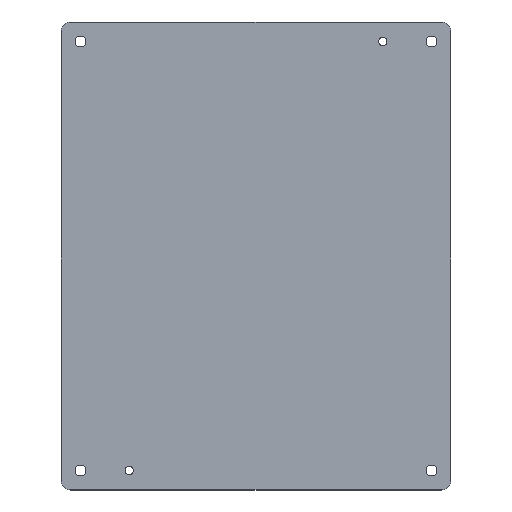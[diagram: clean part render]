
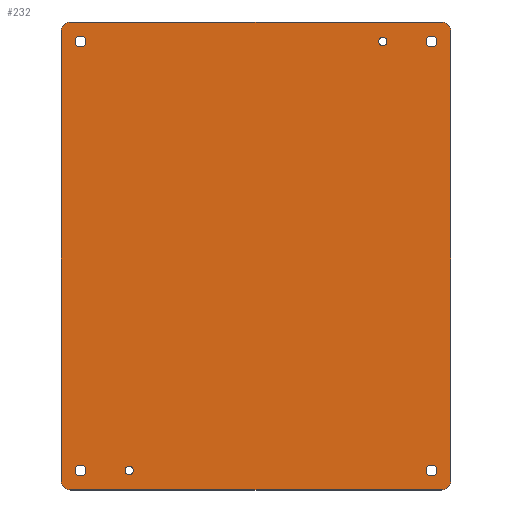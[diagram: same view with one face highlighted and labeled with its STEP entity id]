
A CAD part, top view. The second image highlights one B-rep face of the part: STEP entity #232.
In plain terms, the highlighted planar face has unit normal (0, 0, 1).
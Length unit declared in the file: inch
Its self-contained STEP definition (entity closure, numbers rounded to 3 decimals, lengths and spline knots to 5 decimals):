
#4 = CIRCLE ( 'NONE', #248, 0.25 ) ;
#13 = AXIS2_PLACEMENT_3D ( 'NONE', #200, #553, #283 ) ;
#17 = FACE_BOUND ( 'NONE', #284, .T. ) ;
#22 = VERTEX_POINT ( 'NONE', #332 ) ;
#23 = PLANE ( 'NONE',  #13 ) ;
#33 = AXIS2_PLACEMENT_3D ( 'NONE', #74, #434, #292 ) ;
#42 = AXIS2_PLACEMENT_3D ( 'NONE', #129, #538, #176 ) ;
#52 = FACE_BOUND ( 'NONE', #234, .T. ) ;
#54 = CARTESIAN_POINT ( 'NONE',  ( 5., 0., 0. ) ) ;
#55 = ORIENTED_EDGE ( 'NONE', *, *, #581, .F. ) ;
#56 = CARTESIAN_POINT ( 'NONE',  ( 0., 6., 0. ) ) ;
#62 = VERTEX_POINT ( 'NONE', #366 ) ;
#74 = CARTESIAN_POINT ( 'NONE',  ( 3.25, 5.5, 0. ) ) ;
#76 = DIRECTION ( 'NONE',  ( 1., 0., 0. ) ) ;
#79 = AXIS2_PLACEMENT_3D ( 'NONE', #163, #256, #204 ) ;
#81 = ORIENTED_EDGE ( 'NONE', *, *, #276, .F. ) ;
#82 = EDGE_CURVE ( 'NONE', #461, #205, #89, .T. ) ;
#85 = CARTESIAN_POINT ( 'NONE',  ( 4.5, 5.5, 0. ) ) ;
#89 = LINE ( 'NONE', #373, #369 ) ;
#99 = ORIENTED_EDGE ( 'NONE', *, *, #510, .T. ) ;
#102 = FACE_BOUND ( 'NONE', #111, .T. ) ;
#111 = EDGE_LOOP ( 'NONE', ( #414 ) ) ;
#116 = CARTESIAN_POINT ( 'NONE',  ( -3.25, -5.5, 0. ) ) ;
#121 = DIRECTION ( 'NONE',  ( 0., 0., -1. ) ) ;
#123 = CIRCLE ( 'NONE', #569, 0.1405 ) ;
#127 = CARTESIAN_POINT ( 'NONE',  ( 3.359, 5.5, 0. ) ) ;
#128 = ORIENTED_EDGE ( 'NONE', *, *, #195, .F. ) ;
#129 = CARTESIAN_POINT ( 'NONE',  ( 4.75, 5.75, 0. ) ) ;
#135 = VERTEX_POINT ( 'NONE', #386 ) ;
#137 = VERTEX_POINT ( 'NONE', #233 ) ;
#140 = VECTOR ( 'NONE', #289, 39.37008 ) ;
#144 = CARTESIAN_POINT ( 'NONE',  ( -4.75, 5.75, 0. ) ) ;
#146 = VERTEX_POINT ( 'NONE', #466 ) ;
#152 = CIRCLE ( 'NONE', #237, 0.1405 ) ;
#159 = CARTESIAN_POINT ( 'NONE',  ( -4.75, -5.75, 0. ) ) ;
#160 = EDGE_CURVE ( 'NONE', #309, #309, #257, .T. ) ;
#163 = CARTESIAN_POINT ( 'NONE',  ( 4.5, -5.5, 0. ) ) ;
#171 = EDGE_CURVE ( 'NONE', #137, #565, #327, .T. ) ;
#172 = CARTESIAN_POINT ( 'NONE',  ( -3.141, -5.5, 0. ) ) ;
#173 = EDGE_LOOP ( 'NONE', ( #342 ) ) ;
#176 = DIRECTION ( 'NONE',  ( 1., 0., 0. ) ) ;
#182 = CARTESIAN_POINT ( 'NONE',  ( -4.5, -5.5, 0. ) ) ;
#184 = AXIS2_PLACEMENT_3D ( 'NONE', #251, #473, #76 ) ;
#187 = EDGE_CURVE ( 'NONE', #205, #389, #4, .T. ) ;
#189 = CARTESIAN_POINT ( 'NONE',  ( -4.5, 5.5, 0. ) ) ;
#195 = EDGE_CURVE ( 'NONE', #62, #135, #459, .T. ) ;
#200 = CARTESIAN_POINT ( 'NONE',  ( 0., 0., 0. ) ) ;
#204 = DIRECTION ( 'NONE',  ( 1., 0., 0. ) ) ;
#205 = VERTEX_POINT ( 'NONE', #279 ) ;
#207 = DIRECTION ( 'NONE',  ( 0., 0., -1. ) ) ;
#215 = ORIENTED_EDGE ( 'NONE', *, *, #82, .F. ) ;
#232 = ADVANCED_FACE ( 'NONE', ( #378, #17, #381, #330, #52, #102, #507 ), #23, .T. ) ;
#233 = CARTESIAN_POINT ( 'NONE',  ( 4.75, -6., 0. ) ) ;
#234 = EDGE_LOOP ( 'NONE', ( #500 ) ) ;
#237 = AXIS2_PLACEMENT_3D ( 'NONE', #182, #367, #273 ) ;
#240 = EDGE_LOOP ( 'NONE', ( #99 ) ) ;
#248 = AXIS2_PLACEMENT_3D ( 'NONE', #144, #422, #505 ) ;
#251 = CARTESIAN_POINT ( 'NONE',  ( 4.75, -5.75, 0. ) ) ;
#256 = DIRECTION ( 'NONE',  ( 0., 0., -1. ) ) ;
#257 = CIRCLE ( 'NONE', #358, 0.1405 ) ;
#258 = EDGE_CURVE ( 'NONE', #534, #534, #496, .T. ) ;
#263 = CARTESIAN_POINT ( 'NONE',  ( -4.3595, 5.5, 0. ) ) ;
#266 = EDGE_CURVE ( 'NONE', #576, #576, #541, .T. ) ;
#267 = CARTESIAN_POINT ( 'NONE',  ( 4.75, 6., 0. ) ) ;
#269 = CIRCLE ( 'NONE', #558, 0.109 ) ;
#273 = DIRECTION ( 'NONE',  ( 1., 0., 0. ) ) ;
#276 = EDGE_CURVE ( 'NONE', #135, #137, #370, .T. ) ;
#279 = CARTESIAN_POINT ( 'NONE',  ( -5., 5.75, 0. ) ) ;
#281 = DIRECTION ( 'NONE',  ( 1., 0., 0. ) ) ;
#283 = DIRECTION ( 'NONE',  ( 1., 0., 0. ) ) ;
#284 = EDGE_LOOP ( 'NONE', ( #328 ) ) ;
#289 = DIRECTION ( 'NONE',  ( -1., 0., 0. ) ) ;
#292 = DIRECTION ( 'NONE',  ( 1., 0., 0. ) ) ;
#293 = EDGE_LOOP ( 'NONE', ( #310 ) ) ;
#307 = ORIENTED_EDGE ( 'NONE', *, *, #187, .F. ) ;
#308 = AXIS2_PLACEMENT_3D ( 'NONE', #159, #207, #341 ) ;
#309 = VERTEX_POINT ( 'NONE', #263 ) ;
#310 = ORIENTED_EDGE ( 'NONE', *, *, #518, .T. ) ;
#316 = DIRECTION ( 'NONE',  ( 0., 0., -1. ) ) ;
#325 = VECTOR ( 'NONE', #555, 39.37008 ) ;
#327 = LINE ( 'NONE', #551, #140 ) ;
#328 = ORIENTED_EDGE ( 'NONE', *, *, #336, .T. ) ;
#330 = FACE_BOUND ( 'NONE', #293, .T. ) ;
#332 = CARTESIAN_POINT ( 'NONE',  ( 4.6405, 5.5, 0. ) ) ;
#336 = EDGE_CURVE ( 'NONE', #401, #401, #269, .T. ) ;
#341 = DIRECTION ( 'NONE',  ( 1., 0., 0. ) ) ;
#342 = ORIENTED_EDGE ( 'NONE', *, *, #266, .T. ) ;
#358 = AXIS2_PLACEMENT_3D ( 'NONE', #189, #471, #376 ) ;
#362 = DIRECTION ( 'NONE',  ( 1., 0., 0. ) ) ;
#366 = CARTESIAN_POINT ( 'NONE',  ( 5., 5.75, 0. ) ) ;
#367 = DIRECTION ( 'NONE',  ( 0., 0., -1. ) ) ;
#369 = VECTOR ( 'NONE', #452, 39.37008 ) ;
#370 = CIRCLE ( 'NONE', #184, 0.25 ) ;
#372 = CARTESIAN_POINT ( 'NONE',  ( -5., -5.75, 0. ) ) ;
#373 = CARTESIAN_POINT ( 'NONE',  ( -5., 0., 0. ) ) ;
#375 = EDGE_CURVE ( 'NONE', #565, #461, #543, .T. ) ;
#376 = DIRECTION ( 'NONE',  ( 1., 0., 0. ) ) ;
#378 = FACE_BOUND ( 'NONE', #240, .T. ) ;
#381 = FACE_BOUND ( 'NONE', #173, .T. ) ;
#386 = CARTESIAN_POINT ( 'NONE',  ( 5., -5.75, 0. ) ) ;
#389 = VERTEX_POINT ( 'NONE', #477 ) ;
#401 = VERTEX_POINT ( 'NONE', #172 ) ;
#414 = ORIENTED_EDGE ( 'NONE', *, *, #258, .T. ) ;
#421 = ORIENTED_EDGE ( 'NONE', *, *, #451, .F. ) ;
#422 = DIRECTION ( 'NONE',  ( 0., 0., -1. ) ) ;
#423 = ORIENTED_EDGE ( 'NONE', *, *, #171, .F. ) ;
#434 = DIRECTION ( 'NONE',  ( 0., 0., -1. ) ) ;
#435 = EDGE_LOOP ( 'NONE', ( #215, #521, #423, #81, #128, #421, #55, #307 ) ) ;
#445 = CARTESIAN_POINT ( 'NONE',  ( 4.6405, -5.5, 0. ) ) ;
#451 = EDGE_CURVE ( 'NONE', #530, #62, #457, .T. ) ;
#452 = DIRECTION ( 'NONE',  ( 0., 1., 0. ) ) ;
#457 = CIRCLE ( 'NONE', #42, 0.25 ) ;
#459 = LINE ( 'NONE', #54, #325 ) ;
#461 = VERTEX_POINT ( 'NONE', #372 ) ;
#462 = LINE ( 'NONE', #56, #504 ) ;
#466 = CARTESIAN_POINT ( 'NONE',  ( -4.3595, -5.5, 0. ) ) ;
#471 = DIRECTION ( 'NONE',  ( 0., 0., -1. ) ) ;
#473 = DIRECTION ( 'NONE',  ( 0., 0., -1. ) ) ;
#477 = CARTESIAN_POINT ( 'NONE',  ( -4.75, 6., 0. ) ) ;
#496 = CIRCLE ( 'NONE', #79, 0.1405 ) ;
#500 = ORIENTED_EDGE ( 'NONE', *, *, #160, .T. ) ;
#504 = VECTOR ( 'NONE', #362, 39.37008 ) ;
#505 = DIRECTION ( 'NONE',  ( 1., 0., 0. ) ) ;
#507 = FACE_OUTER_BOUND ( 'NONE', #435, .T. ) ;
#510 = EDGE_CURVE ( 'NONE', #146, #146, #152, .T. ) ;
#518 = EDGE_CURVE ( 'NONE', #22, #22, #123, .T. ) ;
#521 = ORIENTED_EDGE ( 'NONE', *, *, #375, .F. ) ;
#530 = VERTEX_POINT ( 'NONE', #267 ) ;
#534 = VERTEX_POINT ( 'NONE', #445 ) ;
#538 = DIRECTION ( 'NONE',  ( 0., 0., -1. ) ) ;
#541 = CIRCLE ( 'NONE', #33, 0.109 ) ;
#543 = CIRCLE ( 'NONE', #308, 0.25 ) ;
#544 = CARTESIAN_POINT ( 'NONE',  ( -4.75, -6., 0. ) ) ;
#551 = CARTESIAN_POINT ( 'NONE',  ( 0., -6., 0. ) ) ;
#553 = DIRECTION ( 'NONE',  ( 0., 0., 1. ) ) ;
#555 = DIRECTION ( 'NONE',  ( 0., -1., 0. ) ) ;
#558 = AXIS2_PLACEMENT_3D ( 'NONE', #116, #121, #574 ) ;
#565 = VERTEX_POINT ( 'NONE', #544 ) ;
#569 = AXIS2_PLACEMENT_3D ( 'NONE', #85, #316, #281 ) ;
#574 = DIRECTION ( 'NONE',  ( 1., 0., 0. ) ) ;
#576 = VERTEX_POINT ( 'NONE', #127 ) ;
#581 = EDGE_CURVE ( 'NONE', #389, #530, #462, .T. ) ;
